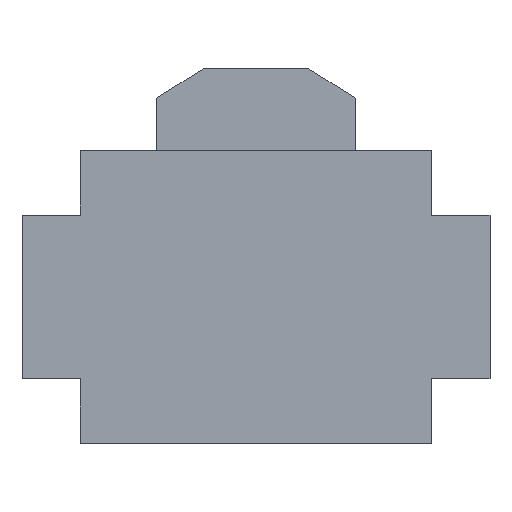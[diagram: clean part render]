
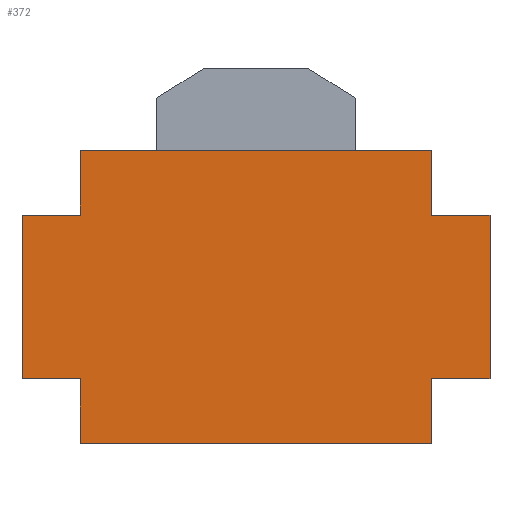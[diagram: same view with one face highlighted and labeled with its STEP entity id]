
A CAD part, front view. The second image highlights one B-rep face of the part: STEP entity #372.
In plain terms, the highlighted planar face has unit normal (0, -1, 0).
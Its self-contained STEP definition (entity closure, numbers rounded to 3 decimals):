
#17 = ORIENTED_EDGE ( 'NONE', *, *, #257, .F. ) ;
#21 = DIRECTION ( 'NONE',  ( 0., 0., -1. ) ) ;
#45 = CARTESIAN_POINT ( 'NONE',  ( -1.5, 0., -1.25 ) ) ;
#65 = VECTOR ( 'NONE', #21, 1000. ) ;
#66 = LINE ( 'NONE', #164, #525 ) ;
#68 = VERTEX_POINT ( 'NONE', #662 ) ;
#71 = EDGE_CURVE ( 'NONE', #258, #397, #758, .T. ) ;
#87 = EDGE_CURVE ( 'NONE', #162, #482, #370, .T. ) ;
#99 = LINE ( 'NONE', #207, #609 ) ;
#107 = EDGE_CURVE ( 'NONE', #187, #137, #186, .T. ) ;
#111 = CARTESIAN_POINT ( 'NONE',  ( 1.5, 0., 1.25 ) ) ;
#125 = VECTOR ( 'NONE', #431, 1000. ) ;
#127 = VERTEX_POINT ( 'NONE', #309 ) ;
#130 = DIRECTION ( 'NONE',  ( 0., 0., -1. ) ) ;
#137 = VERTEX_POINT ( 'NONE', #375 ) ;
#149 = CARTESIAN_POINT ( 'NONE',  ( 2., 0., -0.7 ) ) ;
#152 = FACE_OUTER_BOUND ( 'NONE', #700, .T. ) ;
#159 = LINE ( 'NONE', #513, #320 ) ;
#162 = VERTEX_POINT ( 'NONE', #369 ) ;
#164 = CARTESIAN_POINT ( 'NONE',  ( -2., 0., -0.7 ) ) ;
#173 = EDGE_CURVE ( 'NONE', #482, #187, #622, .T. ) ;
#175 = CARTESIAN_POINT ( 'NONE',  ( -1.5, 0., 1.25 ) ) ;
#186 = LINE ( 'NONE', #729, #508 ) ;
#187 = VERTEX_POINT ( 'NONE', #555 ) ;
#191 = CARTESIAN_POINT ( 'NONE',  ( -2., 0., 0.7 ) ) ;
#197 = ORIENTED_EDGE ( 'NONE', *, *, #173, .F. ) ;
#207 = CARTESIAN_POINT ( 'NONE',  ( -2., 0., 0.7 ) ) ;
#210 = CARTESIAN_POINT ( 'NONE',  ( -1.5, 0., 1.25 ) ) ;
#212 = VECTOR ( 'NONE', #130, 1000. ) ;
#214 = ORIENTED_EDGE ( 'NONE', *, *, #720, .T. ) ;
#215 = CARTESIAN_POINT ( 'NONE',  ( 2., 0., 0.7 ) ) ;
#240 = ORIENTED_EDGE ( 'NONE', *, *, #87, .F. ) ;
#241 = ORIENTED_EDGE ( 'NONE', *, *, #486, .T. ) ;
#249 = EDGE_CURVE ( 'NONE', #600, #443, #576, .T. ) ;
#257 = EDGE_CURVE ( 'NONE', #68, #600, #465, .T. ) ;
#258 = VERTEX_POINT ( 'NONE', #149 ) ;
#268 = DIRECTION ( 'NONE',  ( 0., 0., -1. ) ) ;
#269 = EDGE_CURVE ( 'NONE', #697, #127, #99, .T. ) ;
#274 = DIRECTION ( 'NONE',  ( 1., 0., 0. ) ) ;
#292 = DIRECTION ( 'NONE',  ( 1., 0., 0. ) ) ;
#309 = CARTESIAN_POINT ( 'NONE',  ( -2., 0., -0.7 ) ) ;
#315 = ORIENTED_EDGE ( 'NONE', *, *, #71, .T. ) ;
#320 = VECTOR ( 'NONE', #452, 1000. ) ;
#332 = CARTESIAN_POINT ( 'NONE',  ( -2., 0., 0.7 ) ) ;
#338 = ORIENTED_EDGE ( 'NONE', *, *, #381, .T. ) ;
#364 = DIRECTION ( 'NONE',  ( 0., 0., 1. ) ) ;
#369 = CARTESIAN_POINT ( 'NONE',  ( 1.5, 0., -0.7 ) ) ;
#370 = LINE ( 'NONE', #409, #212 ) ;
#372 = ADVANCED_FACE ( 'NONE', ( #152 ), #391, .F. ) ;
#375 = CARTESIAN_POINT ( 'NONE',  ( -1.5, 0., -0.7 ) ) ;
#376 = LINE ( 'NONE', #531, #637 ) ;
#381 = EDGE_CURVE ( 'NONE', #127, #137, #66, .T. ) ;
#390 = DIRECTION ( 'NONE',  ( 1., 0., 0. ) ) ;
#391 = PLANE ( 'NONE',  #410 ) ;
#393 = DIRECTION ( 'NONE',  ( 0., 1., 0. ) ) ;
#395 = VECTOR ( 'NONE', #721, 1000. ) ;
#397 = VERTEX_POINT ( 'NONE', #215 ) ;
#409 = CARTESIAN_POINT ( 'NONE',  ( 1.5, 0., -1.25 ) ) ;
#410 = AXIS2_PLACEMENT_3D ( 'NONE', #575, #393, #451 ) ;
#411 = VECTOR ( 'NONE', #390, 1000. ) ;
#416 = ORIENTED_EDGE ( 'NONE', *, *, #458, .T. ) ;
#420 = VECTOR ( 'NONE', #514, 1000. ) ;
#431 = DIRECTION ( 'NONE',  ( -1., 0., 0. ) ) ;
#442 = ORIENTED_EDGE ( 'NONE', *, *, #249, .F. ) ;
#443 = VERTEX_POINT ( 'NONE', #111 ) ;
#451 = DIRECTION ( 'NONE',  ( 0., 0., 1. ) ) ;
#452 = DIRECTION ( 'NONE',  ( -1., 0., 0. ) ) ;
#458 = EDGE_CURVE ( 'NONE', #68, #697, #159, .T. ) ;
#465 = LINE ( 'NONE', #45, #742 ) ;
#482 = VERTEX_POINT ( 'NONE', #702 ) ;
#486 = EDGE_CURVE ( 'NONE', #397, #516, #630, .T. ) ;
#508 = VECTOR ( 'NONE', #364, 1000. ) ;
#513 = CARTESIAN_POINT ( 'NONE',  ( -2., 0., 0.7 ) ) ;
#514 = DIRECTION ( 'NONE',  ( -1., 0., 0. ) ) ;
#516 = VERTEX_POINT ( 'NONE', #518 ) ;
#518 = CARTESIAN_POINT ( 'NONE',  ( 1.5, 0., 0.7 ) ) ;
#525 = VECTOR ( 'NONE', #274, 1000. ) ;
#531 = CARTESIAN_POINT ( 'NONE',  ( -2., 0., -0.7 ) ) ;
#538 = ORIENTED_EDGE ( 'NONE', *, *, #750, .F. ) ;
#542 = CARTESIAN_POINT ( 'NONE',  ( 2., 0., 0.7 ) ) ;
#555 = CARTESIAN_POINT ( 'NONE',  ( -1.5, 0., -1.25 ) ) ;
#557 = CARTESIAN_POINT ( 'NONE',  ( -1.5, 0., -1.25 ) ) ;
#575 = CARTESIAN_POINT ( 'NONE',  ( 0., 0., 0. ) ) ;
#576 = LINE ( 'NONE', #210, #411 ) ;
#600 = VERTEX_POINT ( 'NONE', #175 ) ;
#609 = VECTOR ( 'NONE', #268, 1000. ) ;
#613 = ORIENTED_EDGE ( 'NONE', *, *, #107, .F. ) ;
#615 = CARTESIAN_POINT ( 'NONE',  ( 1.5, 0., -1.25 ) ) ;
#622 = LINE ( 'NONE', #557, #125 ) ;
#630 = LINE ( 'NONE', #332, #420 ) ;
#632 = ORIENTED_EDGE ( 'NONE', *, *, #269, .T. ) ;
#637 = VECTOR ( 'NONE', #292, 1000. ) ;
#656 = LINE ( 'NONE', #615, #65 ) ;
#662 = CARTESIAN_POINT ( 'NONE',  ( -1.5, 0., 0.7 ) ) ;
#697 = VERTEX_POINT ( 'NONE', #191 ) ;
#700 = EDGE_LOOP ( 'NONE', ( #17, #416, #632, #338, #613, #197, #240, #214, #315, #241, #538, #442 ) ) ;
#702 = CARTESIAN_POINT ( 'NONE',  ( 1.5, 0., -1.25 ) ) ;
#720 = EDGE_CURVE ( 'NONE', #162, #258, #376, .T. ) ;
#721 = DIRECTION ( 'NONE',  ( 0., 0., 1. ) ) ;
#729 = CARTESIAN_POINT ( 'NONE',  ( -1.5, 0., -1.25 ) ) ;
#742 = VECTOR ( 'NONE', #754, 1000. ) ;
#750 = EDGE_CURVE ( 'NONE', #443, #516, #656, .T. ) ;
#754 = DIRECTION ( 'NONE',  ( 0., 0., 1. ) ) ;
#758 = LINE ( 'NONE', #542, #395 ) ;
